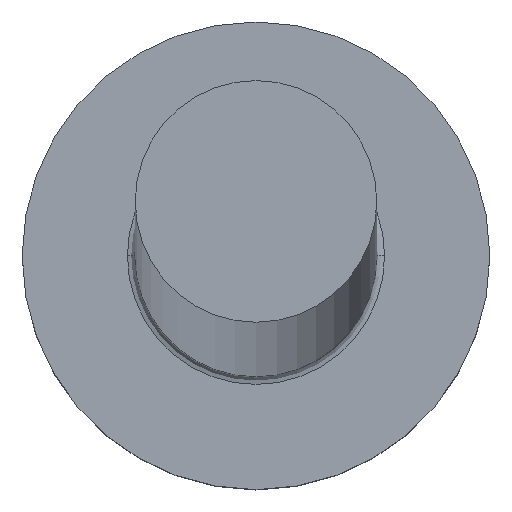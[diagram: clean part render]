
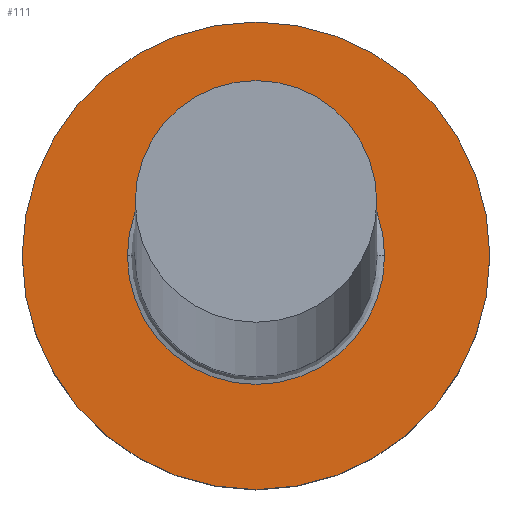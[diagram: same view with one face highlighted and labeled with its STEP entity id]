
A CAD part, top view. The second image highlights one B-rep face of the part: STEP entity #111.
In plain terms, the highlighted planar face has unit normal (0, 0, 1).
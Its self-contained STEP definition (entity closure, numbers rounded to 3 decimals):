
#6 = DIRECTION ( 'NONE',  ( 0., 0., 1. ) ) ;
#7 = CARTESIAN_POINT ( 'NONE',  ( 0., 0., 5. ) ) ;
#8 = CARTESIAN_POINT ( 'NONE',  ( 0., 0., 5. ) ) ;
#12 = AXIS2_PLACEMENT_3D ( 'NONE', #62, #92, #276 ) ;
#16 = ORIENTED_EDGE ( 'NONE', *, *, #217, .T. ) ;
#28 = PLANE ( 'NONE',  #118 ) ;
#40 = DIRECTION ( 'NONE',  ( 0., 0., 1. ) ) ;
#48 = ORIENTED_EDGE ( 'NONE', *, *, #213, .T. ) ;
#51 = CIRCLE ( 'NONE', #106, 6. ) ;
#62 = CARTESIAN_POINT ( 'NONE',  ( 0., 0., 5. ) ) ;
#67 = CIRCLE ( 'NONE', #113, 6. ) ;
#69 = EDGE_LOOP ( 'NONE', ( #212, #74 ) ) ;
#70 = EDGE_LOOP ( 'NONE', ( #48, #16 ) ) ;
#74 = ORIENTED_EDGE ( 'NONE', *, *, #147, .T. ) ;
#81 = DIRECTION ( 'NONE',  ( 0., 0., 1. ) ) ;
#92 = DIRECTION ( 'NONE',  ( 0., 0., -1. ) ) ;
#97 = VERTEX_POINT ( 'NONE', #196 ) ;
#100 = VERTEX_POINT ( 'NONE', #172 ) ;
#106 = AXIS2_PLACEMENT_3D ( 'NONE', #152, #6, #272 ) ;
#111 = ADVANCED_FACE ( 'NONE', ( #149, #218 ), #28, .T. ) ;
#113 = AXIS2_PLACEMENT_3D ( 'NONE', #281, #40, #162 ) ;
#118 = AXIS2_PLACEMENT_3D ( 'NONE', #7, #81, #271 ) ;
#131 = DIRECTION ( 'NONE',  ( 1., 0., 0. ) ) ;
#147 = EDGE_CURVE ( 'NONE', #211, #100, #51, .T. ) ;
#149 = FACE_BOUND ( 'NONE', #70, .T. ) ;
#152 = CARTESIAN_POINT ( 'NONE',  ( 0., 0., 5. ) ) ;
#162 = DIRECTION ( 'NONE',  ( 1., 0., 0. ) ) ;
#166 = AXIS2_PLACEMENT_3D ( 'NONE', #8, #179, #131 ) ;
#172 = CARTESIAN_POINT ( 'NONE',  ( -6., 0., 5. ) ) ;
#179 = DIRECTION ( 'NONE',  ( 0., 0., -1. ) ) ;
#196 = CARTESIAN_POINT ( 'NONE',  ( 3.3, 0., 5. ) ) ;
#211 = VERTEX_POINT ( 'NONE', #257 ) ;
#212 = ORIENTED_EDGE ( 'NONE', *, *, #287, .T. ) ;
#213 = EDGE_CURVE ( 'NONE', #97, #262, #247, .T. ) ;
#217 = EDGE_CURVE ( 'NONE', #262, #97, #236, .T. ) ;
#218 = FACE_OUTER_BOUND ( 'NONE', #69, .T. ) ;
#236 = CIRCLE ( 'NONE', #166, 3.3 ) ;
#247 = CIRCLE ( 'NONE', #12, 3.3 ) ;
#253 = CARTESIAN_POINT ( 'NONE',  ( -3.3, 0., 5. ) ) ;
#257 = CARTESIAN_POINT ( 'NONE',  ( 6., 0., 5. ) ) ;
#262 = VERTEX_POINT ( 'NONE', #253 ) ;
#271 = DIRECTION ( 'NONE',  ( 1., 0., 0. ) ) ;
#272 = DIRECTION ( 'NONE',  ( 1., 0., 0. ) ) ;
#276 = DIRECTION ( 'NONE',  ( 1., 0., 0. ) ) ;
#281 = CARTESIAN_POINT ( 'NONE',  ( 0., 0., 5. ) ) ;
#287 = EDGE_CURVE ( 'NONE', #100, #211, #67, .T. ) ;
